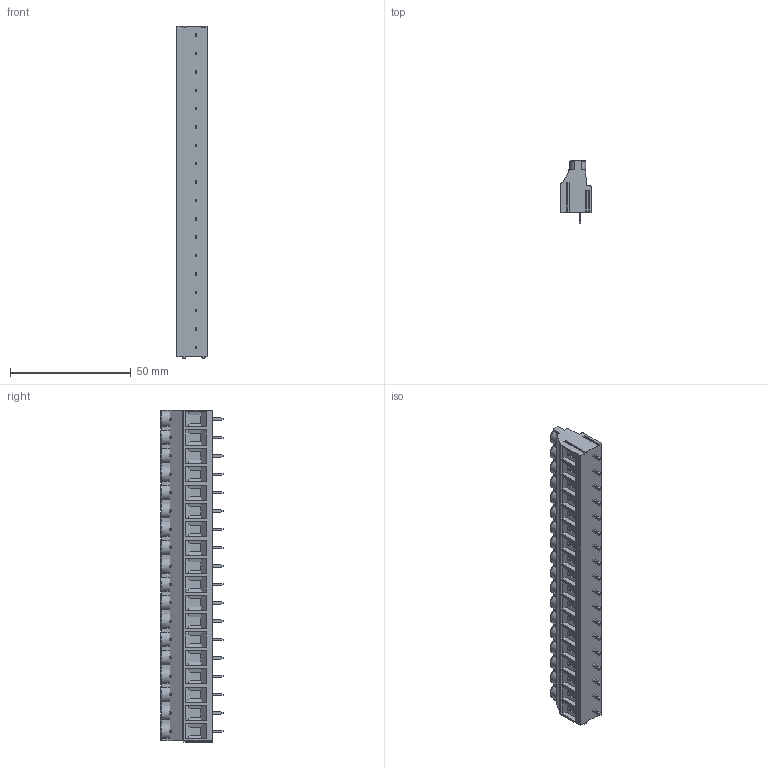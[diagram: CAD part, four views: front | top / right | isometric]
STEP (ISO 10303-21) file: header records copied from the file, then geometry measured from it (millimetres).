
FILE_DESCRIPTION((''),'2;1');
FILE_NAME('TL506V','2025-01-10T',('yanfa'),(''),'PRO/ENGINEER BY PARAMETRIC TECHNOLOGY CORPORATION, 2009280','PRO/ENGINEER BY PARAMETRIC TECHNOLOGY CORPORATION, 2009280','');
FILE_SCHEMA(('AUTOMOTIVE_DESIGN_CC2 { 1 2 10303 214 -1 1 5 2 }'));
Length unit declared in the file: millimetre
Products named in the file (1): TL506V
Bounding box: 12.5 x 26.1 x 137.76 mm (x, y, z)
Volume: 26260.4 mm3; surface area: 12076.5 mm2
Topology: 1 solids, 1 shells, 1022 faces, 2610 edges, 1626 vertices
Faces by surface type: plane 614, cylinder 246, torus 72, cone 72, sphere 18
Entity records: 31394 total; most frequent: CARTESIAN_POINT 6708, ORIENTED_EDGE 5184, DIRECTION 5038, EDGE_CURVE 2592, VECTOR 1794, LINE 1794, VERTEX_POINT 1626, AXIS2_PLACEMENT_3D 1622
